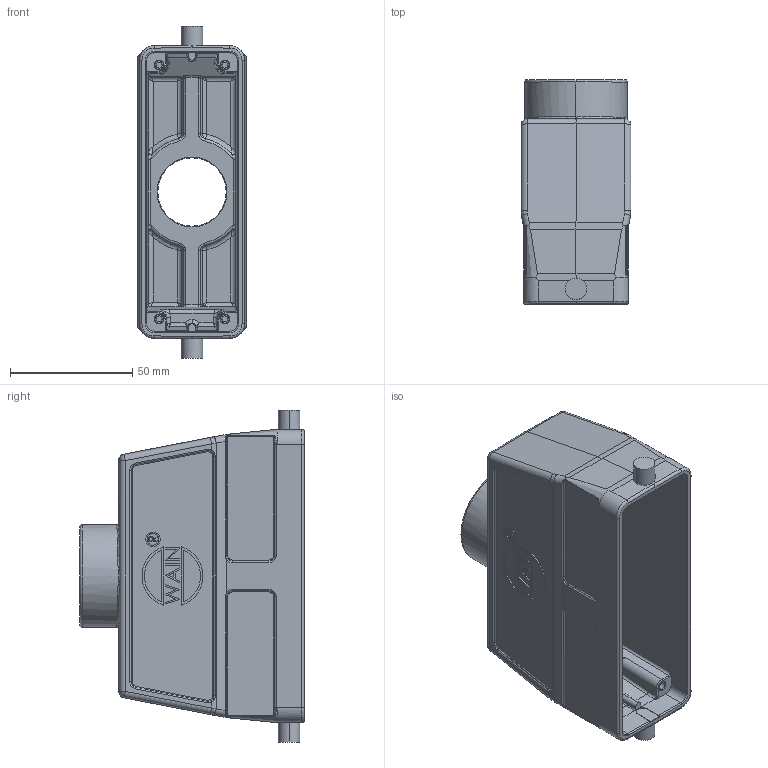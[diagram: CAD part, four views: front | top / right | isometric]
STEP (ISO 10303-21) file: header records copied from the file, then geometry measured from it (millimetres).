
FILE_DESCRIPTION((''),'2;1');
FILE_NAME('PRT0365','2019-05-31T',('zl.chen'),(''),'PRO/ENGINEER BY PARAMETRIC TECHNOLOGY CORPORATION, 2013430','PRO/ENGINEER BY PARAMETRIC TECHNOLOGY CORPORATION, 2013430','');
FILE_SCHEMA(('CONFIG_CONTROL_DESIGN','SHAPE_APPEARANCE_LAYERS_GROUPS'));
Length unit declared in the file: millimetre
Products named in the file (1): PRT0365
Bounding box: 45 x 92 x 136 mm (x, y, z)
Volume: 103650.5 mm3; surface area: 56819.3 mm2
Topology: 1 solids, 1 shells, 695 faces, 1704 edges, 1019 vertices
Faces by surface type: plane 237, cylinder 201, bspline 138, torus 67, cone 34, extrusion 10, sphere 8
Entity records: 28662 total; most frequent: CARTESIAN_POINT 13307, ORIENTED_EDGE 3352, DIRECTION 2834, EDGE_CURVE 1676, AXIS2_PLACEMENT_3D 1022, VERTEX_POINT 1019, VECTOR 790, LINE 780
